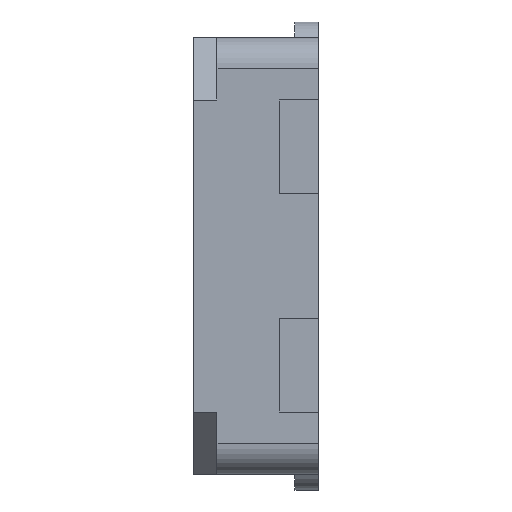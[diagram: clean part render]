
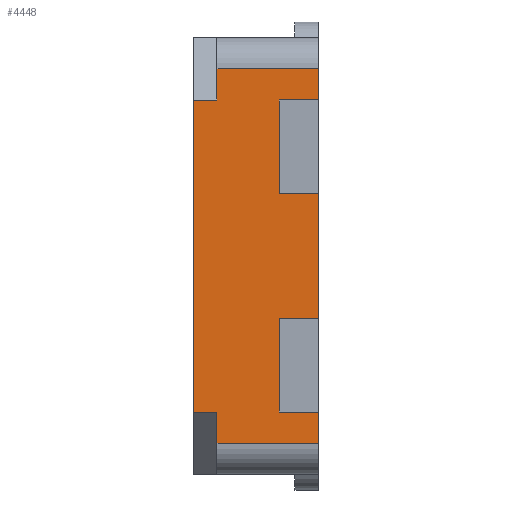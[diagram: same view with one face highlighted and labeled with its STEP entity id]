
A CAD part, left-side view. The second image highlights one B-rep face of the part: STEP entity #4448.
In plain terms, the highlighted planar face has unit normal (-1, 0, 0).
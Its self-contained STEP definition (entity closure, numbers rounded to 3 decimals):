
#3 = LINE ( 'NONE', #3967, #345 ) ;
#15 = CARTESIAN_POINT ( 'NONE',  ( -2.5, 0.65, 1. ) ) ;
#17 = CARTESIAN_POINT ( 'NONE',  ( -2.5, 0.25, -0.4 ) ) ;
#64 = CARTESIAN_POINT ( 'NONE',  ( -2.5, 0.25, -1.2 ) ) ;
#109 = ORIENTED_EDGE ( 'NONE', *, *, #155, .F. ) ;
#124 = DIRECTION ( 'NONE',  ( -1., 0., 0. ) ) ;
#128 = VERTEX_POINT ( 'NONE', #4839 ) ;
#155 = EDGE_CURVE ( 'NONE', #2000, #1936, #5022, .T. ) ;
#175 = VERTEX_POINT ( 'NONE', #653 ) ;
#212 = ORIENTED_EDGE ( 'NONE', *, *, #951, .T. ) ;
#225 = DIRECTION ( 'NONE',  ( 0., 0., 1. ) ) ;
#234 = CARTESIAN_POINT ( 'NONE',  ( -2.5, 0.25, -1.2 ) ) ;
#251 = VECTOR ( 'NONE', #674, 1000. ) ;
#282 = VECTOR ( 'NONE', #2915, 1000. ) ;
#290 = EDGE_CURVE ( 'NONE', #4577, #128, #2304, .T. ) ;
#310 = CARTESIAN_POINT ( 'NONE',  ( -2.5, 0.65, -1. ) ) ;
#345 = VECTOR ( 'NONE', #3533, 1000. ) ;
#348 = VECTOR ( 'NONE', #225, 1000. ) ;
#389 = EDGE_CURVE ( 'NONE', #3416, #2949, #4693, .T. ) ;
#482 = DIRECTION ( 'NONE',  ( 0., 1., 0. ) ) ;
#495 = DIRECTION ( 'NONE',  ( 0., 0., 1. ) ) ;
#511 = PLANE ( 'NONE',  #1817 ) ;
#533 = FACE_OUTER_BOUND ( 'NONE', #2132, .T. ) ;
#611 = VECTOR ( 'NONE', #4468, 1000. ) ;
#632 = CARTESIAN_POINT ( 'NONE',  ( -2.5, 0.8, -1.2 ) ) ;
#653 = CARTESIAN_POINT ( 'NONE',  ( -2.5, 0.25, 1. ) ) ;
#662 = CARTESIAN_POINT ( 'NONE',  ( -2.5, 0., 1. ) ) ;
#674 = DIRECTION ( 'NONE',  ( 0., 1., 0. ) ) ;
#690 = VECTOR ( 'NONE', #482, 1000. ) ;
#802 = EDGE_CURVE ( 'NONE', #2609, #2548, #5422, .T. ) ;
#922 = DIRECTION ( 'NONE',  ( 0., 0., 1. ) ) ;
#951 = EDGE_CURVE ( 'NONE', #5248, #4051, #4767, .T. ) ;
#1068 = ORIENTED_EDGE ( 'NONE', *, *, #389, .F. ) ;
#1096 = DIRECTION ( 'NONE',  ( 0., 1., 0. ) ) ;
#1139 = CARTESIAN_POINT ( 'NONE',  ( -2.5, 0.65, 1. ) ) ;
#1207 = ORIENTED_EDGE ( 'NONE', *, *, #3106, .T. ) ;
#1297 = VECTOR ( 'NONE', #1558, 1000. ) ;
#1335 = LINE ( 'NONE', #4997, #1462 ) ;
#1338 = LINE ( 'NONE', #64, #3300 ) ;
#1354 = ORIENTED_EDGE ( 'NONE', *, *, #4133, .T. ) ;
#1448 = ORIENTED_EDGE ( 'NONE', *, *, #290, .F. ) ;
#1462 = VECTOR ( 'NONE', #2697, 1000. ) ;
#1469 = VECTOR ( 'NONE', #495, 1000. ) ;
#1551 = VERTEX_POINT ( 'NONE', #5032 ) ;
#1558 = DIRECTION ( 'NONE',  ( 0., 0., 1. ) ) ;
#1668 = VECTOR ( 'NONE', #3801, 1000. ) ;
#1674 = CARTESIAN_POINT ( 'NONE',  ( -2.5, 0., -1. ) ) ;
#1693 = CARTESIAN_POINT ( 'NONE',  ( -2.5, 0.65, -1.2 ) ) ;
#1726 = VERTEX_POINT ( 'NONE', #662 ) ;
#1777 = ORIENTED_EDGE ( 'NONE', *, *, #4685, .T. ) ;
#1796 = DIRECTION ( 'NONE',  ( 0., 0., 1. ) ) ;
#1817 = AXIS2_PLACEMENT_3D ( 'NONE', #4793, #124, #1796 ) ;
#1881 = CARTESIAN_POINT ( 'NONE',  ( -2.5, 0.65, 1.2 ) ) ;
#1936 = VERTEX_POINT ( 'NONE', #3288 ) ;
#1950 = VECTOR ( 'NONE', #4110, 1000. ) ;
#1995 = EDGE_CURVE ( 'NONE', #5444, #1551, #2422, .T. ) ;
#2000 = VERTEX_POINT ( 'NONE', #5083 ) ;
#2013 = ORIENTED_EDGE ( 'NONE', *, *, #1995, .T. ) ;
#2132 = EDGE_LOOP ( 'NONE', ( #1354, #109, #5254, #1068, #3804, #2867, #3525, #1777, #2013, #3548, #1448, #1207, #5200, #3142, #212, #3660 ) ) ;
#2185 = VECTOR ( 'NONE', #4660, 1000. ) ;
#2299 = LINE ( 'NONE', #1139, #5017 ) ;
#2304 = LINE ( 'NONE', #3763, #282 ) ;
#2305 = LINE ( 'NONE', #2748, #611 ) ;
#2347 = EDGE_CURVE ( 'NONE', #2609, #3416, #5123, .T. ) ;
#2364 = CARTESIAN_POINT ( 'NONE',  ( -2.5, 0., 1.2 ) ) ;
#2422 = LINE ( 'NONE', #5464, #1668 ) ;
#2504 = EDGE_CURVE ( 'NONE', #1551, #128, #5238, .T. ) ;
#2533 = EDGE_CURVE ( 'NONE', #5085, #2548, #1335, .T. ) ;
#2548 = VERTEX_POINT ( 'NONE', #2823 ) ;
#2609 = VERTEX_POINT ( 'NONE', #5342 ) ;
#2620 = CARTESIAN_POINT ( 'NONE',  ( -2.5, 0., 1.2 ) ) ;
#2643 = CARTESIAN_POINT ( 'NONE',  ( -2.5, 0.25, 1.2 ) ) ;
#2697 = DIRECTION ( 'NONE',  ( 0., -1., 0. ) ) ;
#2707 = LINE ( 'NONE', #2620, #4099 ) ;
#2748 = CARTESIAN_POINT ( 'NONE',  ( -2.5, 0.65, -1. ) ) ;
#2823 = CARTESIAN_POINT ( 'NONE',  ( -2.5, 0., -1. ) ) ;
#2867 = ORIENTED_EDGE ( 'NONE', *, *, #802, .T. ) ;
#2915 = DIRECTION ( 'NONE',  ( 0., -1., 0. ) ) ;
#2949 = VERTEX_POINT ( 'NONE', #3878 ) ;
#3106 = EDGE_CURVE ( 'NONE', #4577, #175, #1338, .T. ) ;
#3107 = CARTESIAN_POINT ( 'NONE',  ( -2.5, 0.25, -1. ) ) ;
#3124 = CARTESIAN_POINT ( 'NONE',  ( -2.5, 0.65, 1. ) ) ;
#3142 = ORIENTED_EDGE ( 'NONE', *, *, #4330, .T. ) ;
#3288 = CARTESIAN_POINT ( 'NONE',  ( -2.5, 0.8, 1. ) ) ;
#3300 = VECTOR ( 'NONE', #922, 1000. ) ;
#3416 = VERTEX_POINT ( 'NONE', #1693 ) ;
#3525 = ORIENTED_EDGE ( 'NONE', *, *, #2533, .F. ) ;
#3533 = DIRECTION ( 'NONE',  ( 0., -1., 0. ) ) ;
#3548 = ORIENTED_EDGE ( 'NONE', *, *, #2504, .T. ) ;
#3591 = CARTESIAN_POINT ( 'NONE',  ( -2.5, 0., 0.4 ) ) ;
#3601 = DIRECTION ( 'NONE',  ( 0., 0., 1. ) ) ;
#3626 = CARTESIAN_POINT ( 'NONE',  ( -2.5, 0.25, 0.4 ) ) ;
#3660 = ORIENTED_EDGE ( 'NONE', *, *, #5121, .F. ) ;
#3763 = CARTESIAN_POINT ( 'NONE',  ( -2.5, 0.8, 0.4 ) ) ;
#3801 = DIRECTION ( 'NONE',  ( 0., -1., 0. ) ) ;
#3804 = ORIENTED_EDGE ( 'NONE', *, *, #2347, .F. ) ;
#3878 = CARTESIAN_POINT ( 'NONE',  ( -2.5, 0.65, -1. ) ) ;
#3896 = EDGE_CURVE ( 'NONE', #2949, #2000, #2305, .T. ) ;
#3967 = CARTESIAN_POINT ( 'NONE',  ( -2.5, 0.8, 1. ) ) ;
#4051 = VERTEX_POINT ( 'NONE', #1881 ) ;
#4099 = VECTOR ( 'NONE', #4319, 1000. ) ;
#4110 = DIRECTION ( 'NONE',  ( 0., 0., 1. ) ) ;
#4133 = EDGE_CURVE ( 'NONE', #4320, #1936, #2299, .T. ) ;
#4285 = VECTOR ( 'NONE', #3601, 1000. ) ;
#4319 = DIRECTION ( 'NONE',  ( 0., 0., 1. ) ) ;
#4320 = VERTEX_POINT ( 'NONE', #15 ) ;
#4330 = EDGE_CURVE ( 'NONE', #1726, #5248, #2707, .T. ) ;
#4422 = EDGE_CURVE ( 'NONE', #175, #1726, #3, .T. ) ;
#4448 = ADVANCED_FACE ( 'NONE', ( #533 ), #511, .T. ) ;
#4468 = DIRECTION ( 'NONE',  ( 0., 1., 0. ) ) ;
#4477 = CARTESIAN_POINT ( 'NONE',  ( -2.5, 0.25, -1.2 ) ) ;
#4577 = VERTEX_POINT ( 'NONE', #3626 ) ;
#4660 = DIRECTION ( 'NONE',  ( 0., 0., 1. ) ) ;
#4685 = EDGE_CURVE ( 'NONE', #5085, #5444, #5463, .T. ) ;
#4693 = LINE ( 'NONE', #310, #1297 ) ;
#4767 = LINE ( 'NONE', #2643, #690 ) ;
#4793 = CARTESIAN_POINT ( 'NONE',  ( -2.5, 0.25, -1.2 ) ) ;
#4839 = CARTESIAN_POINT ( 'NONE',  ( -2.5, 0., 0.4 ) ) ;
#4997 = CARTESIAN_POINT ( 'NONE',  ( -2.5, 0.8, -1. ) ) ;
#5017 = VECTOR ( 'NONE', #1096, 1000. ) ;
#5022 = LINE ( 'NONE', #632, #348 ) ;
#5032 = CARTESIAN_POINT ( 'NONE',  ( -2.5, 0., -0.4 ) ) ;
#5083 = CARTESIAN_POINT ( 'NONE',  ( -2.5, 0.8, -1. ) ) ;
#5085 = VERTEX_POINT ( 'NONE', #3107 ) ;
#5121 = EDGE_CURVE ( 'NONE', #4320, #4051, #5136, .T. ) ;
#5123 = LINE ( 'NONE', #4477, #251 ) ;
#5136 = LINE ( 'NONE', #3124, #4285 ) ;
#5200 = ORIENTED_EDGE ( 'NONE', *, *, #4422, .T. ) ;
#5238 = LINE ( 'NONE', #3591, #1469 ) ;
#5248 = VERTEX_POINT ( 'NONE', #2364 ) ;
#5254 = ORIENTED_EDGE ( 'NONE', *, *, #3896, .F. ) ;
#5342 = CARTESIAN_POINT ( 'NONE',  ( -2.5, 0., -1.2 ) ) ;
#5422 = LINE ( 'NONE', #1674, #2185 ) ;
#5444 = VERTEX_POINT ( 'NONE', #17 ) ;
#5463 = LINE ( 'NONE', #234, #1950 ) ;
#5464 = CARTESIAN_POINT ( 'NONE',  ( -2.5, 0.8, -0.4 ) ) ;
